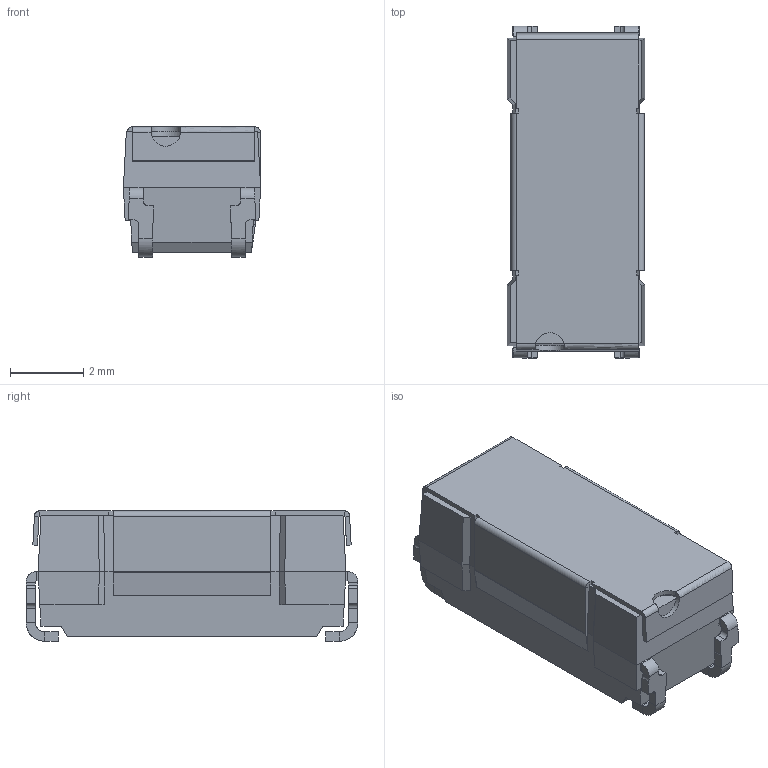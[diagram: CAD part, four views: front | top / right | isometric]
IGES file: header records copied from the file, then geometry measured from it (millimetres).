
Global section: file name: 9913 Solid test; native system: Autodesk Inventor 2014; preprocessor: unknown; author: sseo; organization: COTO TECHNOLOGY; date: 20151118.180432; units: centimetre
Bounding box: 3.76 x 9.09 x 3.57 mm (x, y, z)
Volume: 102.3 mm3; surface area: 184.4 mm2
Topology: 1 solids, 1 shells, 246 faces, 611 edges, 362 vertices
Faces by surface type: bspline 246
